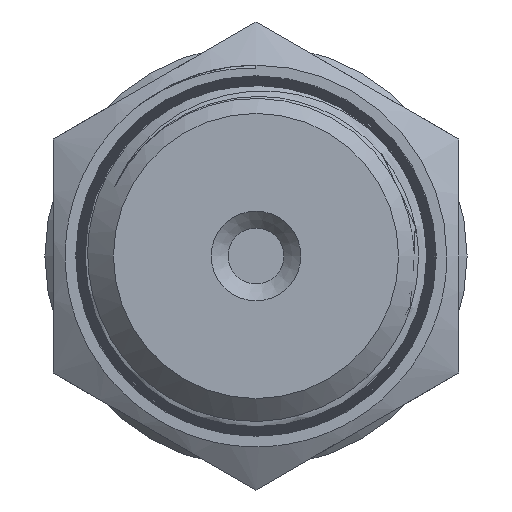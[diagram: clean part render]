
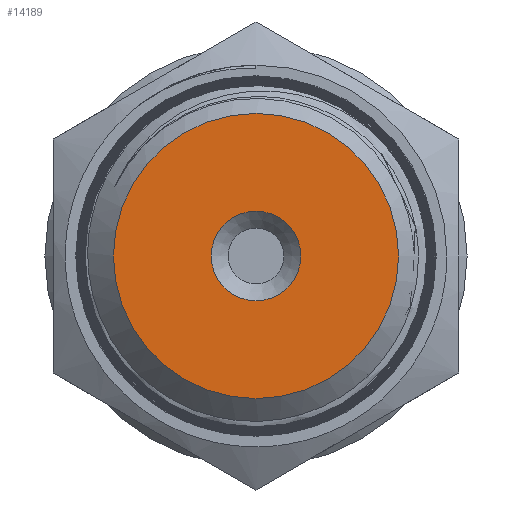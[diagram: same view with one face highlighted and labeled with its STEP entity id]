
A CAD part, left-side view. The second image highlights one B-rep face of the part: STEP entity #14189.
In plain terms, the highlighted planar face has unit normal (-1, 0, 0).
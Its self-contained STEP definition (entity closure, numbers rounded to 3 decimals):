
#146=FACE_BOUND('',#2059,.T.);
#226=PLANE('',#14956);
#1234=FACE_OUTER_BOUND('',#2058,.T.);
#2058=EDGE_LOOP('',(#11290));
#2059=EDGE_LOOP('',(#11291));
#2668=CIRCLE('',#14950,8.445);
#2670=CIRCLE('',#14955,2.65);
#6415=VERTEX_POINT('',#43592);
#6417=VERTEX_POINT('',#43601);
#8173=EDGE_CURVE('',#6415,#6415,#2668,.T.);
#8177=EDGE_CURVE('',#6417,#6417,#2670,.T.);
#11290=ORIENTED_EDGE('',*,*,#8173,.F.);
#11291=ORIENTED_EDGE('',*,*,#8177,.T.);
#14189=ADVANCED_FACE('',(#1234,#146),#226,.T.);
#14950=AXIS2_PLACEMENT_3D('',#43594,#16418,#16419);
#14955=AXIS2_PLACEMENT_3D('',#43603,#16430,#16431);
#14956=AXIS2_PLACEMENT_3D('',#43604,#16432,#16433);
#16418=DIRECTION('center_axis',(1.,0.,0.));
#16419=DIRECTION('ref_axis',(0.,0.,-1.));
#16430=DIRECTION('center_axis',(1.,0.,0.));
#16431=DIRECTION('ref_axis',(0.,0.,-1.));
#16432=DIRECTION('center_axis',(-1.,0.,0.));
#16433=DIRECTION('ref_axis',(0.,0.,1.));
#43592=CARTESIAN_POINT('',(0.,-8.445,0.));
#43594=CARTESIAN_POINT('Origin',(0.,0.,0.));
#43601=CARTESIAN_POINT('',(0.,-2.65,0.));
#43603=CARTESIAN_POINT('Origin',(0.,0.,0.));
#43604=CARTESIAN_POINT('Origin',(0.,8.445,0.));
